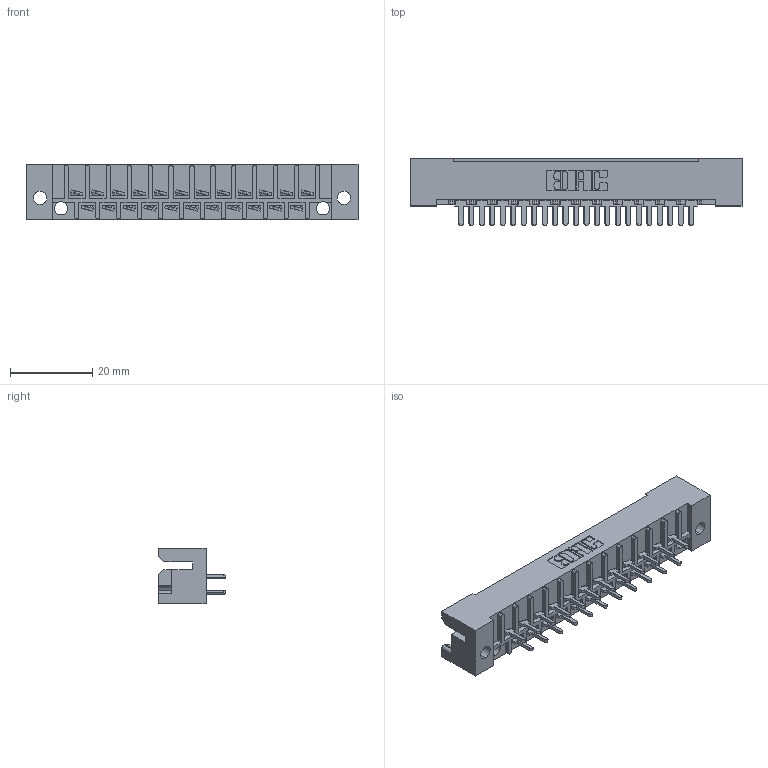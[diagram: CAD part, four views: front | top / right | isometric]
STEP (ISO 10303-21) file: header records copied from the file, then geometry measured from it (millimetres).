
FILE_DESCRIPTION (( 'STEP AP203' ), '1' );
FILE_NAME ('424-023-525-112.STEP', '2019-11-27T19:56:15', ( '' ), ( '' ), 'SwSTEP 2.0', 'SolidWorks 2016', '' );
FILE_SCHEMA (( 'CONFIG_CONTROL_DESIGN' ));
Length unit declared in the file: inch
Products named in the file (4): 424-023-525-112; 408-290-001_408-290-125 - Top; 424 Part_023; 408-290-001_408-290-125 - Bottom
Assembly tree (24 placements, depth 2):
  424-023-525-112
    424 Part_023
    408-290-001_408-290-125 - Bottom  x12
    408-290-001_408-290-125 - Top  x11
Bounding box: 80.52 x 16.21 x 13.49 mm (x, y, z)
Volume: 8777.6 mm3; surface area: 10662.1 mm2
Topology: 24 solids, 24 shells, 1410 faces, 3892 edges, 2532 vertices
Faces by surface type: plane 1055, cylinder 263, bspline 92
Entity records: 21330 total; most frequent: CARTESIAN_POINT 3731, ORIENTED_EDGE 3584, DIRECTION 3274, EDGE_CURVE 1792, LINE 1556, VECTOR 1556, VERTEX_POINT 1188, AXIS2_PLACEMENT_3D 859
